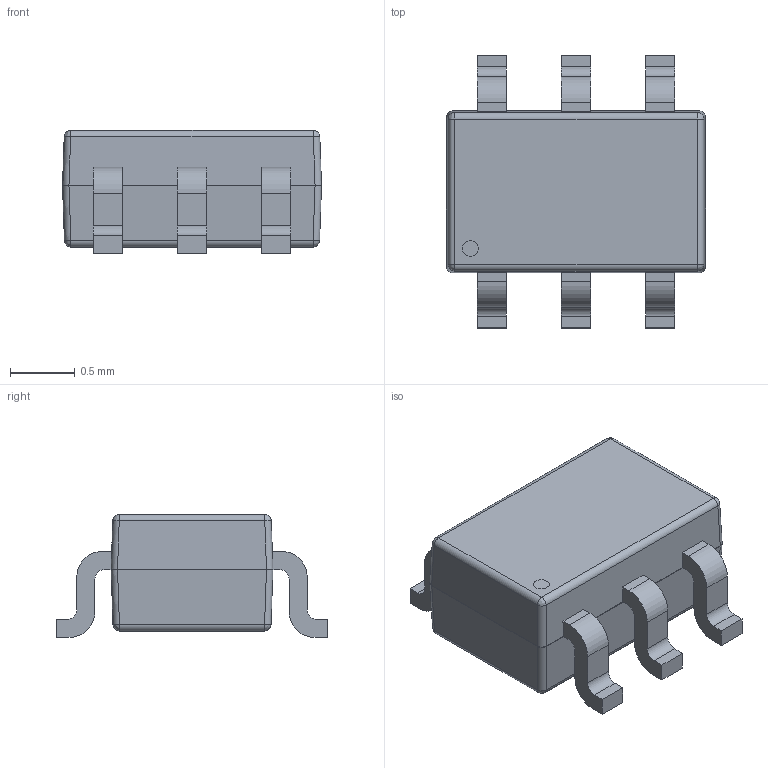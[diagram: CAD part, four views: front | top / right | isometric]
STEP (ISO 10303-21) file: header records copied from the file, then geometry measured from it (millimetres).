
FILE_DESCRIPTION (( 'STEP AP214' ), '1' );
FILE_NAME ('SC70-6 (SOT363).STEP', '2015-03-08T22:15:08', ( '' ), ( '' ), 'SwSTEP 2.0', 'SolidWorks 2014', '' );
FILE_SCHEMA (( 'AUTOMOTIVE_DESIGN' ));
Length unit declared in the file: millimetre
Products named in the file (1): SC70-6 (SOT363)
Bounding box: 2 x 2.1 x 0.95 mm (x, y, z)
Surface area: 14 mm2 (no closed solid volume)
Topology: 0 solids, 2 shells, 134 faces, 356 edges, 218 vertices
Faces by surface type: plane 69, cylinder 49, bspline 16
Entity records: 5727 total; most frequent: CARTESIAN_POINT 995, ORIENTED_EDGE 694, DIRECTION 673, EDGE_CURVE 348, VECTOR 225, LINE 225, AXIS2_PLACEMENT_3D 224, VERTEX_POINT 218
